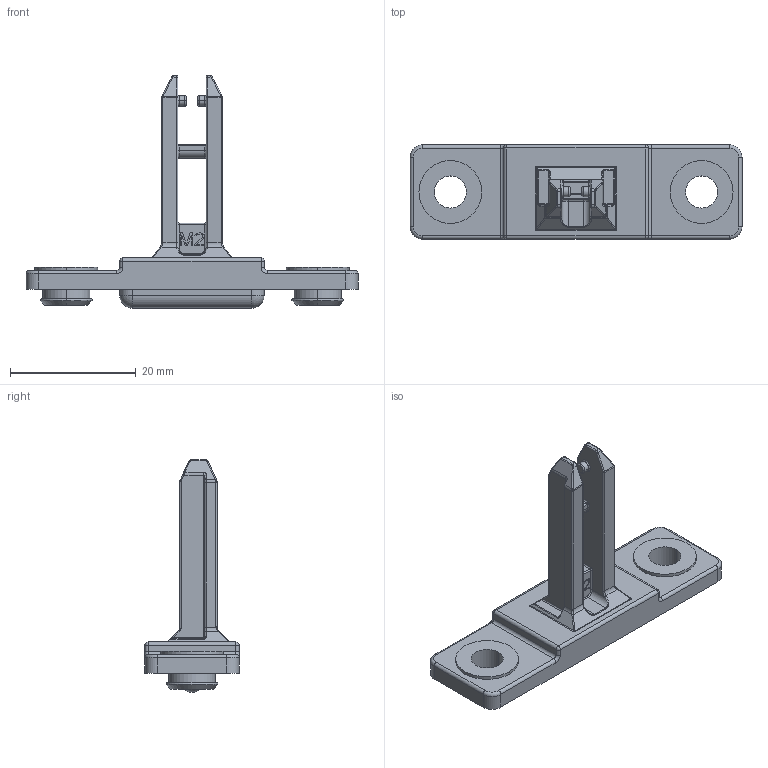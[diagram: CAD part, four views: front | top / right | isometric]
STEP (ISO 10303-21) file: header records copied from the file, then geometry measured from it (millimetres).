
FILE_DESCRIPTION((''),'2;1');
FILE_NAME('222651_ASM','2021-04-22T08:38:42',('PDMAdmin'),('BANNER ENGINEERING'),'CREO PARAMETRIC BY PTC INC, 2019292','CREO PARAMETRIC BY PTC INC, 2019292','');
FILE_SCHEMA(('CONFIG_CONTROL_DESIGN'));
Length unit declared in the file: millimetre
Products named in the file (2): 222651; 222651_ASM
Assembly tree (1 placements, depth 2):
  222651_ASM
    222651
Bounding box: 52.85 x 15 x 37 mm (x, y, z)
Volume: 4175.1 mm3; surface area: 3705 mm2
Topology: 1 solids, 1 shells, 344 faces, 846 edges, 508 vertices
Faces by surface type: cylinder 138, plane 98, torus 64, bspline 32, sphere 8, cone 4
Entity records: 12153 total; most frequent: CARTESIAN_POINT 4048, DIRECTION 1738, ORIENTED_EDGE 1676, EDGE_CURVE 838, AXIS2_PLACEMENT_3D 674, VERTEX_POINT 508, VECTOR 390, LINE 390
